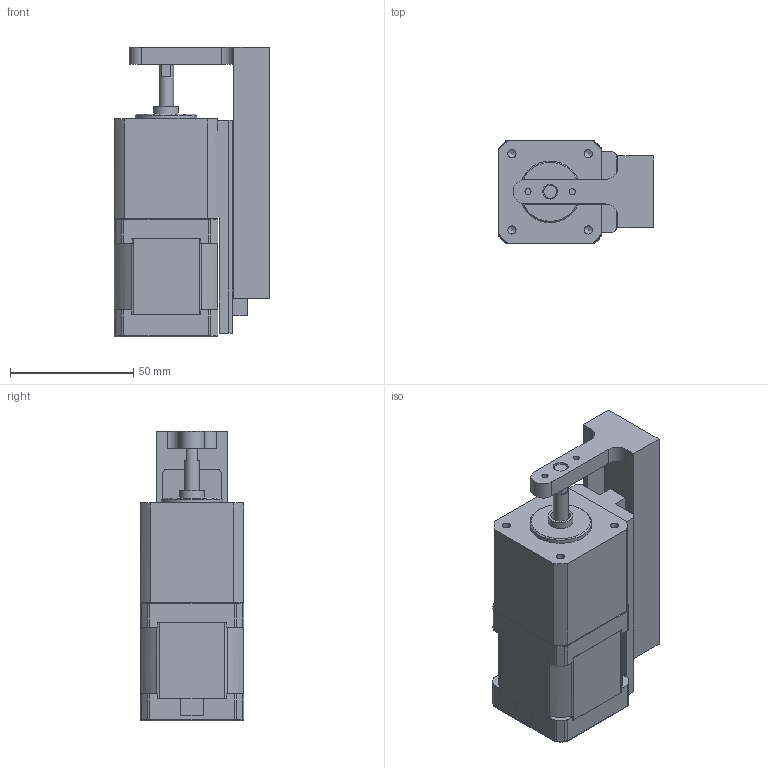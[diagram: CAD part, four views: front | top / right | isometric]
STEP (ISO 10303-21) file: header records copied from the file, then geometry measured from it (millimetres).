
FILE_DESCRIPTION( ( '' ), '1' );
FILE_NAME( 'MS545H-A-LNH0601A_VerA.stp', '2019-02-21T09:01:01', ( 'Dimamotor' ), ( 'Dimamotor' ), 'PSStep 17.0.49', ' ', ' ' );
FILE_SCHEMA( ( 'AUTOMOTIVE_DESIGN { 1 0 10303 214 1 1 1 1 }' ) );
Length unit declared in the file: millimetre
Products named in the file (3): Assem1; MS545H-A-LNHA; Punch-545H-LNHA
Assembly tree (2 placements, depth 2):
  Assem1
    MS545H-A-LNHA
    Punch-545H-LNHA
Bounding box: 63 x 42 x 117.69 mm (x, y, z)
Volume: 198289.2 mm3; surface area: 41793.4 mm2
Topology: 2 solids, 3 shells, 228 faces, 568 edges, 359 vertices
Faces by surface type: plane 120, cylinder 79, cone 17, torus 12
Full cylindrical faces by diameter (mm): 2.459 x6, 3.3 x5, 5.254 x1, 5.5 x4, 6 x2, 8 x1, 9 x1, 10 x1, 25 x1
Entity records: 8402 total; most frequent: DIRECTION 1196, CARTESIAN_POINT 1101, ORIENTED_EDGE 1048, EDGE_CURVE 524, AXIS2_PLACEMENT_3D 441, VERTEX_POINT 346, LINE 314, VECTOR 314
